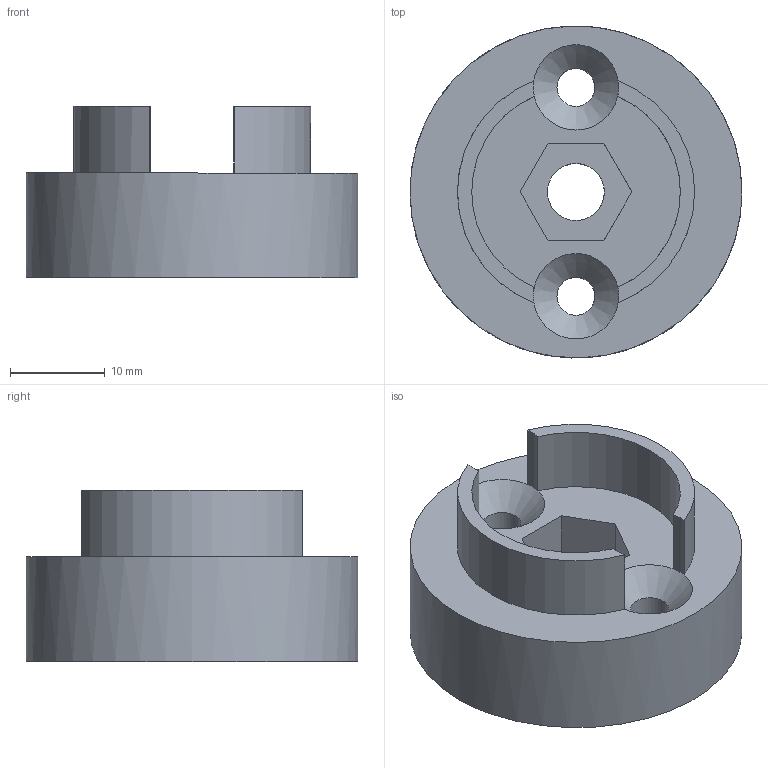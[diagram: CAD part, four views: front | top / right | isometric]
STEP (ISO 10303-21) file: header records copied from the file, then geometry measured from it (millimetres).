
FILE_DESCRIPTION(('HOOPS Exchange Step'),'2;1');
FILE_NAME('temp_export','2025-01-23T14:52:46+02:00',('cliffcheney'),('Shapr3D Limited'),'HOOPS Exchange 2024.6','Shapr3D','Authorized');
FILE_SCHEMA( ('AP242_MANAGED_MODEL_BASED_3D_ENGINEERING_MIM_LF {1 0 10303 442 1 1 4 }') );
Length unit declared in the file: millimetre
Products named in the file (1): New upper feet - 4x PLA BLACK
Bounding box: 35 x 34.99 x 18.05 mm (x, y, z)
Volume: 10157.6 mm3; surface area: 4396.6 mm2
Topology: 1 solids, 1 shells, 31 faces, 83 edges, 54 vertices
Faces by surface type: cylinder 16, plane 13, cone 2
Full cylindrical faces by diameter (mm): 4 x2, 6 x1, 35 x1
Entity records: 1037 total; most frequent: DIRECTION 193, CARTESIAN_POINT 170, ORIENTED_EDGE 166, EDGE_CURVE 83, AXIS2_PLACEMENT_3D 77, VERTEX_POINT 54, CIRCLE 40, VECTOR 39
